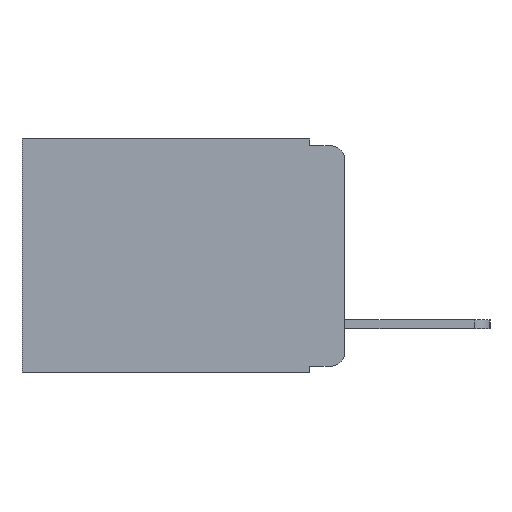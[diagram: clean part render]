
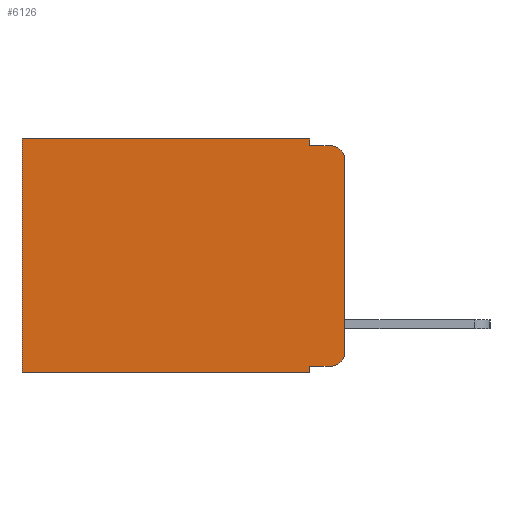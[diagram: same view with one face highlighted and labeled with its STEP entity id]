
A CAD part, left-side view. The second image highlights one B-rep face of the part: STEP entity #6126.
In plain terms, the highlighted planar face has unit normal (-1, 0, 0).
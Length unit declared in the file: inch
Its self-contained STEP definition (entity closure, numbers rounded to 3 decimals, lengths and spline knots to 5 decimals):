
#208 = CARTESIAN_POINT ( 'NONE',  ( 0.298, 0., -0.03 ) ) ;
#230 = EDGE_CURVE ( 'NONE', #4127, #6868, #6766, .T. ) ;
#260 = VECTOR ( 'NONE', #7675, 39.37008 ) ;
#357 = VERTEX_POINT ( 'NONE', #10473 ) ;
#358 = CARTESIAN_POINT ( 'NONE',  ( 0.298, 0.051, 0. ) ) ;
#473 = VECTOR ( 'NONE', #1307, 39.37008 ) ;
#605 = AXIS2_PLACEMENT_3D ( 'NONE', #10184, #7658, #7621 ) ;
#747 = EDGE_LOOP ( 'NONE', ( #10210, #8282, #3812, #1774, #10467, #8539, #2069, #8816, #10955, #6889 ) ) ;
#759 = CARTESIAN_POINT ( 'NONE',  ( 0.298, 0., 0. ) ) ;
#779 = CARTESIAN_POINT ( 'NONE',  ( 0.298, 0.051, -0.333 ) ) ;
#892 = CARTESIAN_POINT ( 'NONE',  ( 0.298, 0., -0.343 ) ) ;
#1037 = FACE_OUTER_BOUND ( 'NONE', #747, .T. ) ;
#1177 = VERTEX_POINT ( 'NONE', #6583 ) ;
#1307 = DIRECTION ( 'NONE',  ( 0., 0., -1. ) ) ;
#1515 = EDGE_CURVE ( 'NONE', #4127, #6745, #3220, .T. ) ;
#1685 = DIRECTION ( 'NONE',  ( 0., 0., -1. ) ) ;
#1726 = VERTEX_POINT ( 'NONE', #10157 ) ;
#1774 = ORIENTED_EDGE ( 'NONE', *, *, #3288, .F. ) ;
#1835 = DIRECTION ( 'NONE',  ( 0., 1., 0. ) ) ;
#2069 = ORIENTED_EDGE ( 'NONE', *, *, #9404, .F. ) ;
#2329 = CARTESIAN_POINT ( 'NONE',  ( 0.298, 0.02, -0.313 ) ) ;
#2722 = EDGE_CURVE ( 'NONE', #5572, #6745, #2923, .T. ) ;
#2923 = LINE ( 'NONE', #3157, #9127 ) ;
#2931 = VERTEX_POINT ( 'NONE', #6596 ) ;
#2953 = AXIS2_PLACEMENT_3D ( 'NONE', #10891, #6218, #5267 ) ;
#3149 = VERTEX_POINT ( 'NONE', #8605 ) ;
#3157 = CARTESIAN_POINT ( 'NONE',  ( 0.298, 0.051, -0.01 ) ) ;
#3220 = CIRCLE ( 'NONE', #2953, 0.02 ) ;
#3288 = EDGE_CURVE ( 'NONE', #1177, #5572, #7940, .T. ) ;
#3305 = DIRECTION ( 'NONE',  ( 0., 0., -1. ) ) ;
#3812 = ORIENTED_EDGE ( 'NONE', *, *, #2722, .F. ) ;
#3859 = EDGE_CURVE ( 'NONE', #10677, #3149, #7932, .T. ) ;
#3955 = LINE ( 'NONE', #779, #10600 ) ;
#4050 = DIRECTION ( 'NONE',  ( 0., -1., 0. ) ) ;
#4127 = VERTEX_POINT ( 'NONE', #208 ) ;
#4226 = DIRECTION ( 'NONE',  ( -1., 0., 0. ) ) ;
#4406 = CARTESIAN_POINT ( 'NONE',  ( 0.298, 0.02, -0.01 ) ) ;
#4442 = EDGE_CURVE ( 'NONE', #2931, #1726, #6018, .T. ) ;
#4722 = DIRECTION ( 'NONE',  ( 0., -1., 0. ) ) ;
#5012 = LINE ( 'NONE', #759, #260 ) ;
#5016 = EDGE_CURVE ( 'NONE', #2931, #357, #3955, .T. ) ;
#5125 = CARTESIAN_POINT ( 'NONE',  ( 0.298, 0.473, 0. ) ) ;
#5267 = DIRECTION ( 'NONE',  ( 0., 0., -1. ) ) ;
#5320 = DIRECTION ( 'NONE',  ( 0., 0., -1. ) ) ;
#5413 = CARTESIAN_POINT ( 'NONE',  ( 0.298, 0., -0.313 ) ) ;
#5572 = VERTEX_POINT ( 'NONE', #7609 ) ;
#5612 = EDGE_CURVE ( 'NONE', #357, #6868, #8941, .T. ) ;
#5758 = VECTOR ( 'NONE', #1685, 39.37008 ) ;
#6018 = LINE ( 'NONE', #8400, #10376 ) ;
#6067 = CARTESIAN_POINT ( 'NONE',  ( 0.298, 0.473, 0. ) ) ;
#6126 = ADVANCED_FACE ( 'NONE', ( #1037 ), #7087, .F. ) ;
#6218 = DIRECTION ( 'NONE',  ( -1., 0., 0. ) ) ;
#6327 = VECTOR ( 'NONE', #1835, 39.37008 ) ;
#6583 = CARTESIAN_POINT ( 'NONE',  ( 0.298, 0.051, 0. ) ) ;
#6596 = CARTESIAN_POINT ( 'NONE',  ( 0.298, 0.051, -0.333 ) ) ;
#6660 = EDGE_CURVE ( 'NONE', #1177, #10677, #5012, .T. ) ;
#6745 = VERTEX_POINT ( 'NONE', #4406 ) ;
#6766 = LINE ( 'NONE', #9481, #10836 ) ;
#6868 = VERTEX_POINT ( 'NONE', #5413 ) ;
#6889 = ORIENTED_EDGE ( 'NONE', *, *, #5612, .T. ) ;
#7087 = PLANE ( 'NONE',  #605 ) ;
#7609 = CARTESIAN_POINT ( 'NONE',  ( 0.298, 0.051, -0.01 ) ) ;
#7621 = DIRECTION ( 'NONE',  ( 0., 0., -1. ) ) ;
#7658 = DIRECTION ( 'NONE',  ( 1., 0., 0. ) ) ;
#7675 = DIRECTION ( 'NONE',  ( 0., 1., 0. ) ) ;
#7932 = LINE ( 'NONE', #5125, #5758 ) ;
#7940 = LINE ( 'NONE', #358, #473 ) ;
#8282 = ORIENTED_EDGE ( 'NONE', *, *, #1515, .T. ) ;
#8400 = CARTESIAN_POINT ( 'NONE',  ( 0.298, 0.051, 0. ) ) ;
#8539 = ORIENTED_EDGE ( 'NONE', *, *, #3859, .T. ) ;
#8605 = CARTESIAN_POINT ( 'NONE',  ( 0.298, 0.473, -0.343 ) ) ;
#8816 = ORIENTED_EDGE ( 'NONE', *, *, #4442, .F. ) ;
#8941 = CIRCLE ( 'NONE', #10209, 0.02 ) ;
#9014 = LINE ( 'NONE', #892, #6327 ) ;
#9127 = VECTOR ( 'NONE', #4050, 39.37008 ) ;
#9404 = EDGE_CURVE ( 'NONE', #1726, #3149, #9014, .T. ) ;
#9481 = CARTESIAN_POINT ( 'NONE',  ( 0.298, 0., 0. ) ) ;
#9508 = DIRECTION ( 'NONE',  ( 0., 0., -1. ) ) ;
#10157 = CARTESIAN_POINT ( 'NONE',  ( 0.298, 0.051, -0.343 ) ) ;
#10184 = CARTESIAN_POINT ( 'NONE',  ( 0.298, 0., 0. ) ) ;
#10209 = AXIS2_PLACEMENT_3D ( 'NONE', #2329, #4226, #3305 ) ;
#10210 = ORIENTED_EDGE ( 'NONE', *, *, #230, .F. ) ;
#10376 = VECTOR ( 'NONE', #5320, 39.37008 ) ;
#10467 = ORIENTED_EDGE ( 'NONE', *, *, #6660, .T. ) ;
#10473 = CARTESIAN_POINT ( 'NONE',  ( 0.298, 0.02, -0.333 ) ) ;
#10600 = VECTOR ( 'NONE', #4722, 39.37008 ) ;
#10677 = VERTEX_POINT ( 'NONE', #6067 ) ;
#10836 = VECTOR ( 'NONE', #9508, 39.37008 ) ;
#10891 = CARTESIAN_POINT ( 'NONE',  ( 0.298, 0.02, -0.03 ) ) ;
#10955 = ORIENTED_EDGE ( 'NONE', *, *, #5016, .T. ) ;
